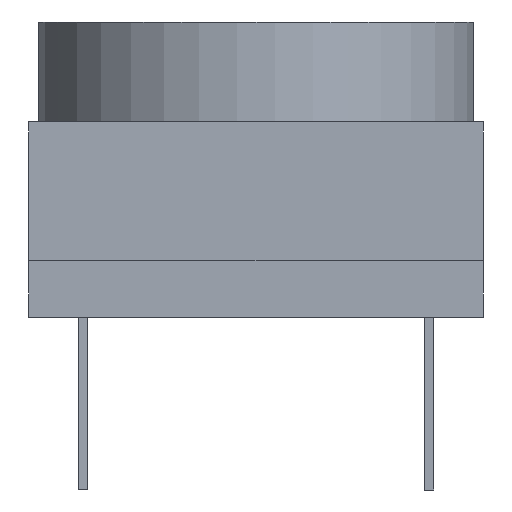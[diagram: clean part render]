
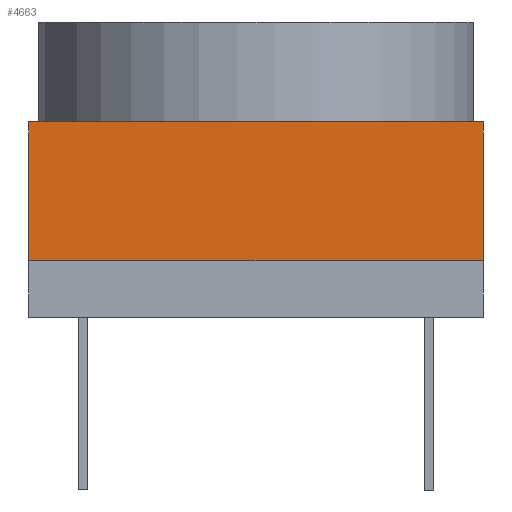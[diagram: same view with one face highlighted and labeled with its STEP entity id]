
A CAD part, front view. The second image highlights one B-rep face of the part: STEP entity #4663.
In plain terms, the highlighted planar face has unit normal (0, -1, 0).
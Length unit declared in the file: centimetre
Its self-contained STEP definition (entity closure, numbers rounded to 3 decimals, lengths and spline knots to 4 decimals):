
#638=FACE_OUTER_BOUND('',#916,.T.);
#916=EDGE_LOOP('',(#4269,#4270,#4271,#4272));
#1003=LINE('',#5739,#1446);
#1347=LINE('',#8375,#1790);
#1353=LINE('',#8388,#1796);
#1359=LINE('',#8401,#1802);
#1446=VECTOR('',#4983,1.);
#1790=VECTOR('',#5525,1.);
#1796=VECTOR('',#5535,1.);
#1802=VECTOR('',#5555,1.);
#1808=VERTEX_POINT('',#5571);
#1860=VERTEX_POINT('',#5735);
#2244=VERTEX_POINT('',#8372);
#2245=VERTEX_POINT('',#8374);
#2337=EDGE_CURVE('',#1808,#1860,#1003,.T.);
#2911=EDGE_CURVE('',#2245,#2244,#1347,.T.);
#2918=EDGE_CURVE('',#2244,#1808,#1353,.T.);
#2924=EDGE_CURVE('',#1860,#2245,#1359,.T.);
#4269=ORIENTED_EDGE('',*,*,#2911,.T.);
#4270=ORIENTED_EDGE('',*,*,#2918,.T.);
#4271=ORIENTED_EDGE('',*,*,#2337,.T.);
#4272=ORIENTED_EDGE('',*,*,#2924,.T.);
#4410=PLANE('',#4822);
#4663=ADVANCED_FACE('',(#638),#4410,.T.);
#4822=AXIS2_PLACEMENT_3D('',#8402,#5556,#5557);
#4983=DIRECTION('',(1.,0.,0.));
#5525=DIRECTION('',(-1.,0.,0.));
#5535=DIRECTION('',(0.,0.,-1.));
#5555=DIRECTION('',(0.,0.,1.));
#5556=DIRECTION('center_axis',(0.,-1.,0.));
#5557=DIRECTION('ref_axis',(0.,0.,
-1.));
#5571=CARTESIAN_POINT('',(-0.5,-0.5,-0.1525));
#5735=CARTESIAN_POINT('',(0.5,-0.5,-0.1525));
#5739=CARTESIAN_POINT('',(-0.5,-0.5,-0.1525));
#8372=CARTESIAN_POINT('',(-0.5,-0.5,0.1525));
#8374=CARTESIAN_POINT('',(0.5,-0.5,0.1525));
#8375=CARTESIAN_POINT('',(-0.5,-0.5,0.1525));
#8388=CARTESIAN_POINT('',(-0.5,-0.5,0.));
#8401=CARTESIAN_POINT('',(0.5,-0.5,0.));
#8402=CARTESIAN_POINT('Origin',(0.5,-0.5,0.));
